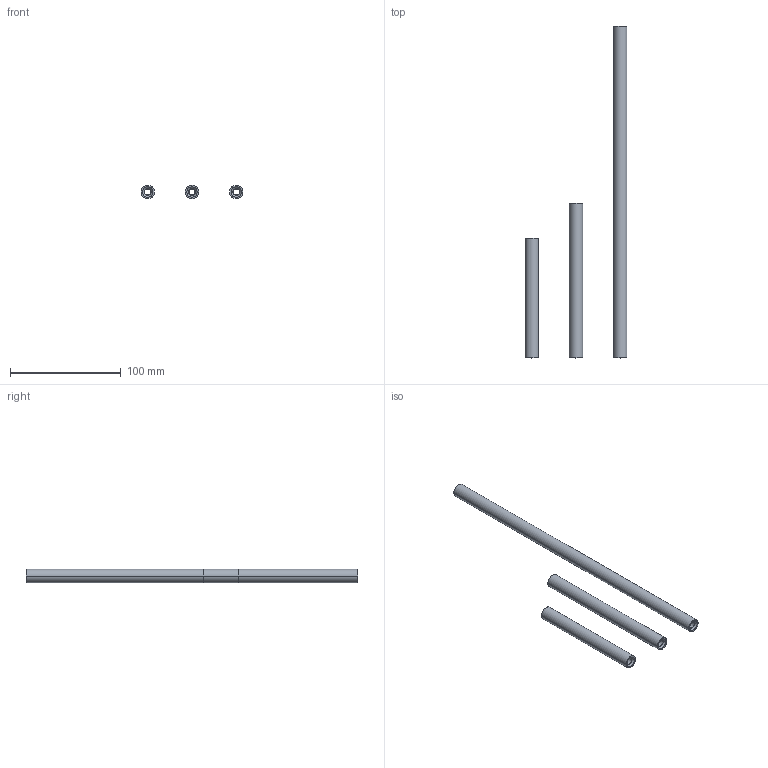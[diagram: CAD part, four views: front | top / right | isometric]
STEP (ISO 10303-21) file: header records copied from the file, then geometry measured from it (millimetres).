
FILE_DESCRIPTION(('Creo Elements/Direct Modeling STEP Export'),'2;1');
FILE_NAME('2624-ASM2.stp','2024-04-30T11:13:32',(''),(''),'Creo Elements/Direct Modeling STEP processor for AP214 (Solid Model)','Creo Elements/Direct Modeling 20.0 12-Nov-2016 (C) Parametric Technology GmbH','');
FILE_SCHEMA(('AUTOMOTIVE_DESIGN { 1 0 10303 214 1 1 1 1 }'));
Length unit declared in the file: millimetre
Products named in the file (6): AL-12354.2; AL-12354.1; AL-12354
Assembly tree (3 placements, depth 2):
  AL-12354.2
    AL-12354.2
  AL-12354.1
    AL-12354.1
  AL-12354
    AL-12354
Bounding box: 92.1 x 300 x 12.1 mm (x, y, z)
Volume: 48064.7 mm3; surface area: 31854.2 mm2
Topology: 3 solids, 3 shells, 90 faces, 222 edges, 144 vertices
Faces by surface type: cylinder 66, plane 12, cone 12
Entity records: 2716 total; most frequent: DIRECTION 488, ORIENTED_EDGE 444, CARTESIAN_POINT 427, EDGE_CURVE 222, AXIS2_PLACEMENT_3D 205, VERTEX_POINT 144, CIRCLE 120, EDGE_LOOP 102
